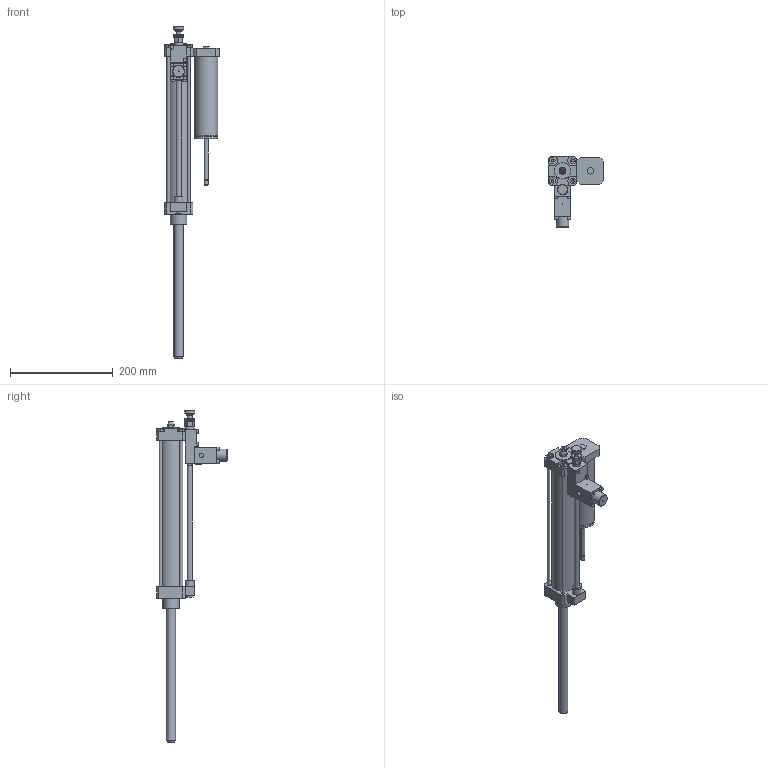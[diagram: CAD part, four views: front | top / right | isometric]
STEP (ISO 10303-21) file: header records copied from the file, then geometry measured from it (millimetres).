
FILE_DESCRIPTION((''),'2;1');
FILE_NAME('1400_40_0250_01_07.iam.stp','2009-04-23T11:13:41',(''),(''),'Autodesk Inventor 2009','Autodesk Inventor 2009','');
FILE_SCHEMA(('AUTOMOTIVE_DESIGN { 1 0 10303 214 1 1 1 1 }'));
Length unit declared in the file: millimetre
Products named in the file (6): 1400_40_0250_01_07; 1400400250T; STELO  C 250; REGOLATORE; BASE STOP; VAL ST NC 
Assembly tree (5 placements, depth 2):
  1400_40_0250_01_07
    1400400250T
    STELO  C 250
    REGOLATORE
    BASE STOP
    VAL ST NC 
Bounding box: 107 x 137 x 645 mm (x, y, z)
Volume: 1139138.8 mm3; surface area: 167590.9 mm2
Topology: 5 solids, 5 shells, 231 faces, 517 edges, 334 vertices
Faces by surface type: plane 134, cylinder 42, bspline 40, cone 15
Full cylindrical faces by diameter (mm): 2 x2, 6 x4, 7 x6, 8 x2, 9 x1, 10 x1, 14 x1, 17 x2, 18 x2, 20 x2, 24 x1, 32 x2, 41 x1, 45 x3
Entity records: 6746 total; most frequent: CARTESIAN_POINT 1537, DIRECTION 970, ORIENTED_EDGE 882, EDGE_CURVE 441, AXIS2_PLACEMENT_3D 351, EDGE_LOOP 342, VERTEX_POINT 323, VECTOR 268
